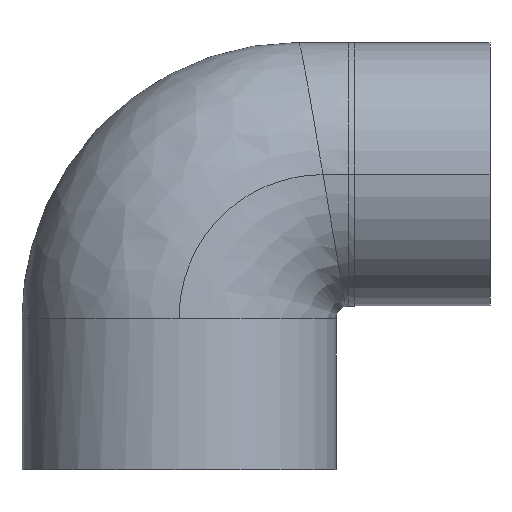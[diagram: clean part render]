
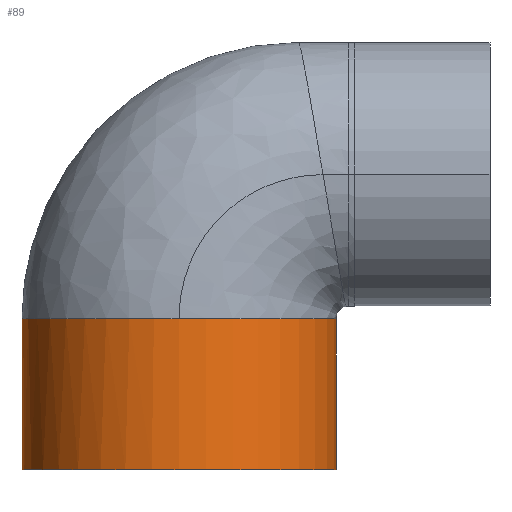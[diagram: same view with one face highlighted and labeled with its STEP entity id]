
A CAD part, front view. The second image highlights one B-rep face of the part: STEP entity #89.
In plain terms, the highlighted cylindrical face has radius 25 mm (diameter 50 mm), a partial arc.
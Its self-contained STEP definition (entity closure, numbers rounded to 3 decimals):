
#89=ADVANCED_FACE('',(#197),#198,.T.);
#197=FACE_OUTER_BOUND('',#732,.T.);
#198=CYLINDRICAL_SURFACE('',#733,25.0);
#732=EDGE_LOOP('',(#3117,#3118,#3119,#3120,#3121,#3122));
#733=AXIS2_PLACEMENT_3D('',#3123,#3124,#3125);
#3117=ORIENTED_EDGE('',*,*,#3322,.T.);
#3118=ORIENTED_EDGE('',*,*,#3324,.F.);
#3119=ORIENTED_EDGE('',*,*,#3325,.F.);
#3120=ORIENTED_EDGE('',*,*,#3326,.F.);
#3121=ORIENTED_EDGE('',*,*,#3318,.F.);
#3122=ORIENTED_EDGE('',*,*,#3315,.T.);
#3123=CARTESIAN_POINT('',(0.0,0.0,0.0));
#3124=DIRECTION('',(0.0,0.0,-1.0));
#3125=DIRECTION('',(1.0,0.0,0.0));
#3315=EDGE_CURVE('',#3458,#3459,#3460,.T.);
#3318=EDGE_CURVE('',#3458,#3463,#3464,.T.);
#3322=EDGE_CURVE('',#3459,#3469,#3471,.T.);
#3324=EDGE_CURVE('',#3473,#3469,#3474,.T.);
#3325=EDGE_CURVE('',#3475,#3473,#3476,.T.);
#3326=EDGE_CURVE('',#3463,#3475,#3477,.T.);
#3458=VERTEX_POINT('',#3823);
#3459=VERTEX_POINT('',#3824);
#3460=CIRCLE('',#3825,25.0);
#3463=VERTEX_POINT('',#3828);
#3464=LINE('',#3829,#3830);
#3469=VERTEX_POINT('',#3835);
#3471=LINE('',#3837,#3838);
#3473=VERTEX_POINT('',#3840);
#3474=CIRCLE('',#3841,25.0);
#3475=VERTEX_POINT('',#3842);
#3476=CIRCLE('',#3843,25.0);
#3477=CIRCLE('',#3844,25.0);
#3823=CARTESIAN_POINT('',(-25.0,0.,0.0));
#3824=CARTESIAN_POINT('',(25.0,0.0,0.0));
#3825=AXIS2_PLACEMENT_3D('',#4208,#4209,#4210);
#3828=CARTESIAN_POINT('',(-25.0,0.,24.));
#3829=CARTESIAN_POINT('',(-25.0,0.0,0.0));
#3830=VECTOR('',#4214,24.);
#3835=CARTESIAN_POINT('',(25.0,0.0,24.0));
#3837=CARTESIAN_POINT('',(25.0,0.0,0.0));
#3838=VECTOR('',#4224,24.0);
#3840=CARTESIAN_POINT('',(0.0,-25.0,24.));
#3841=AXIS2_PLACEMENT_3D('',#4225,#4226,#4227);
#3842=CARTESIAN_POINT('',(-24.811,-3.07,24.));
#3843=AXIS2_PLACEMENT_3D('',#4228,#4229,#4230);
#3844=AXIS2_PLACEMENT_3D('',#4231,#4232,#4233);
#4208=CARTESIAN_POINT('',(0.0,0.0,0.0));
#4209=DIRECTION('',(0.0,0.0,1.0));
#4210=DIRECTION('',(-1.0,0.0,0.0));
#4214=DIRECTION('',(0.0,0.,1.0));
#4224=DIRECTION('',(0.0,0.0,1.0));
#4225=CARTESIAN_POINT('',(0.0,0.0,24.0));
#4226=DIRECTION('',(0.0,0.0,1.0));
#4227=DIRECTION('',(0.0,-1.0,0.0));
#4228=CARTESIAN_POINT('',(0.0,0.0,24.));
#4229=DIRECTION('',(0.0,0.0,1.0));
#4230=DIRECTION('',(-0.992,-0.123,0.0));
#4231=CARTESIAN_POINT('',(0.0,0.0,24.));
#4232=DIRECTION('',(0.0,0.0,1.0));
#4233=DIRECTION('',(-1.0,0.,0.0));
